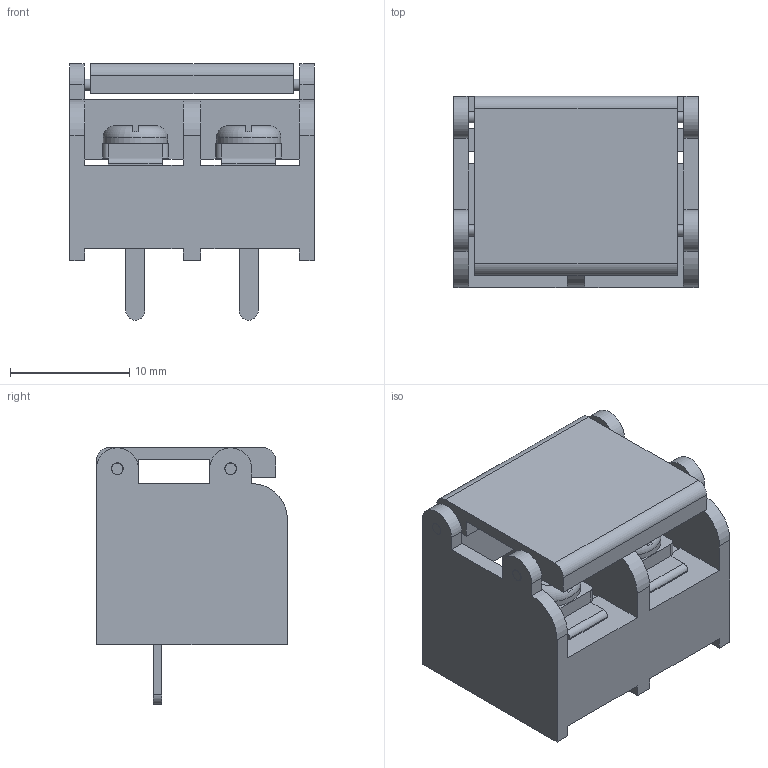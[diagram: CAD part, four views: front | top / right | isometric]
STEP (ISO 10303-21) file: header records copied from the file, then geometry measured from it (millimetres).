
FILE_DESCRIPTION(/* description */ (''),/* implementation_level */ '2;1');
FILE_NAME(/* name */ 'DBT50G-9.step',/* time_stamp */ '2024-03-22T16:33:37+08:00',/* author */ (''),/* organization */ (''),/* preprocessor_version */ 'ST-DEVELOPER v20',/* originating_system */ 'Autodesk Translation Framework v12.14.0.127',/* authorisation */ '');
FILE_SCHEMA (('AUTOMOTIVE_DESIGN { 1 0 10303 214 3 1 1 }'));
Length unit declared in the file: millimetre
Products named in the file (1): (Unsaved)
Bounding box: 20.5 x 16 x 21.5 mm (x, y, z)
Volume: 3073.9 mm3; surface area: 3905.8 mm2
Topology: 15 solids, 17 shells, 446 faces, 1272 edges, 882 vertices
Faces by surface type: plane 303, bspline 98, cylinder 43, torus 2
Full cylindrical faces by diameter (mm): 0.95 x4, 1 x4, 3.4 x4, 3.5 x4, 5.4 x2
Entity records: 16189 total; most frequent: CARTESIAN_POINT 4627, ORIENTED_EDGE 2544, DIRECTION 1962, EDGE_CURVE 1272, LINE 884, VECTOR 884, VERTEX_POINT 882, AXIS2_PLACEMENT_3D 539
